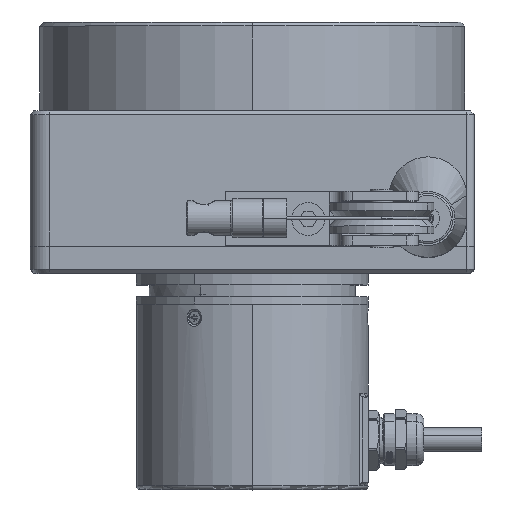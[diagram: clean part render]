
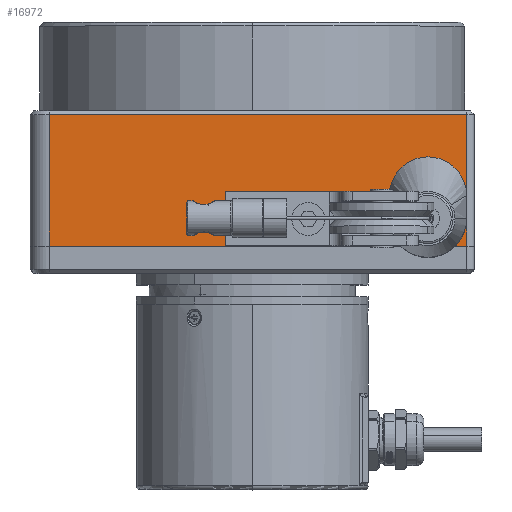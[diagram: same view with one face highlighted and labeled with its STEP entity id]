
A CAD part, top view. The second image highlights one B-rep face of the part: STEP entity #16972.
In plain terms, the highlighted planar face has unit normal (0, 0, 1).
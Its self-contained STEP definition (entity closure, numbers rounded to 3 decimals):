
#16875=CARTESIAN_POINT('Vertex',(-52.5,-1.,57.5)) ;
#16889=CARTESIAN_POINT('Vertex',(-52.5,-35.,57.5)) ;
#16892=CARTESIAN_POINT('Line Origine',(-52.5,-17.5,57.5)) ;
#16942=CARTESIAN_POINT('Axis2P3D Location',(57.5,0.,57.5)) ;
#16947=CARTESIAN_POINT('Line Origine',(1.5,-35.,57.5)) ;
#16951=CARTESIAN_POINT('Vertex',(55.5,-35.,57.5)) ;
#16954=CARTESIAN_POINT('Line Origine',(55.5,-18.,57.5)) ;
#16958=CARTESIAN_POINT('Vertex',(55.5,-1.,57.5)) ;
#16961=CARTESIAN_POINT('Line Origine',(1.5,-1.,57.5)) ;
#16893=DIRECTION('Vector Direction',(0.,1.,0.)) ;
#16943=DIRECTION('Axis2P3D Direction',(0.,0.,1.)) ;
#16944=DIRECTION('Axis2P3D XDirection',(-1.,0.,0.)) ;
#16948=DIRECTION('Vector Direction',(-1.,0.,0.)) ;
#16955=DIRECTION('Vector Direction',(0.,-1.,0.)) ;
#16962=DIRECTION('Vector Direction',(-1.,0.,0.)) ;
#16945=AXIS2_PLACEMENT_3D('Plane Axis2P3D',#16942,#16943,#16944) ;
#16967=ORIENTED_EDGE('',*,*,#16896,.T.) ;
#16968=ORIENTED_EDGE('',*,*,#16953,.T.) ;
#16969=ORIENTED_EDGE('',*,*,#16960,.F.) ;
#16970=ORIENTED_EDGE('',*,*,#16965,.F.) ;
#16894=VECTOR('Line Direction',#16893,1.) ;
#16949=VECTOR('Line Direction',#16948,1.) ;
#16956=VECTOR('Line Direction',#16955,1.) ;
#16963=VECTOR('Line Direction',#16962,1.) ;
#16972=ADVANCED_FACE('\X2\96F64EF651E04F554F53\X0\',(#16971),#16946,.T.) ;
#16896=EDGE_CURVE('',#16876,#16890,#16895,.F.) ;
#16953=EDGE_CURVE('',#16890,#16952,#16950,.F.) ;
#16960=EDGE_CURVE('',#16959,#16952,#16957,.T.) ;
#16965=EDGE_CURVE('',#16876,#16959,#16964,.F.) ;
#16966=EDGE_LOOP('',(#16967,#16968,#16969,#16970)) ;
#16971=FACE_OUTER_BOUND('',#16966,.T.) ;
#16895=LINE('Line',#16892,#16894) ;
#16950=LINE('Line',#16947,#16949) ;
#16957=LINE('Line',#16954,#16956) ;
#16964=LINE('Line',#16961,#16963) ;
#16946=PLANE('',#16945) ;
#16876=VERTEX_POINT('',#16875) ;
#16890=VERTEX_POINT('',#16889) ;
#16952=VERTEX_POINT('',#16951) ;
#16959=VERTEX_POINT('',#16958) ;
